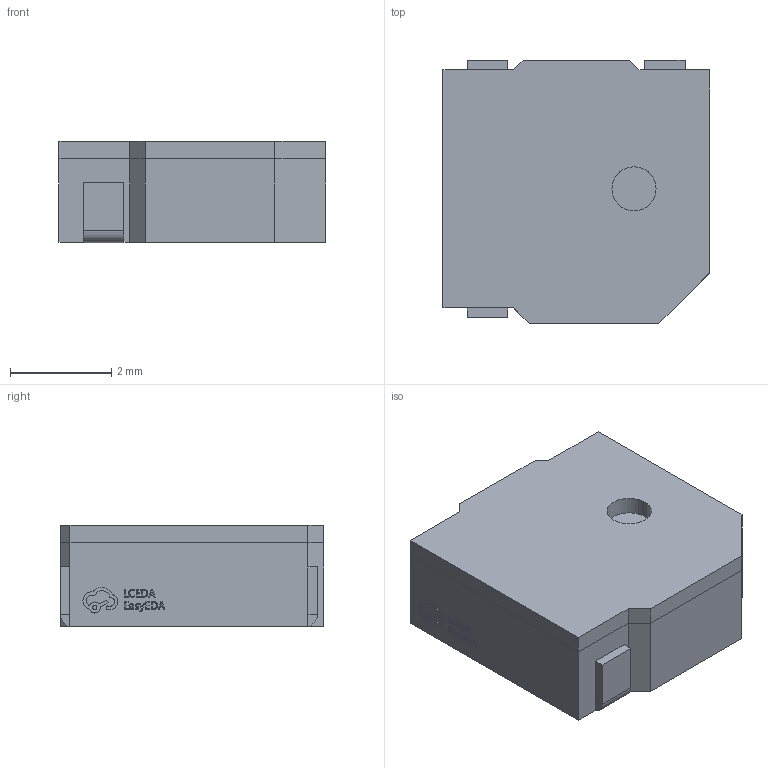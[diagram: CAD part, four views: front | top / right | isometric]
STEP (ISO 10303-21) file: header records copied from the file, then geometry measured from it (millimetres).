
FILE_DESCRIPTION(/* description */ (''),/* implementation_level */ '2;1');
FILE_NAME(/* name */ 'P7H0-BUZZER1-BUZ-SMD_3P-L5.2-W5.2-P3.50-BR.step',/* time_stamp */ '2025-08-05T12:58:03+08:00',/* author */ (''),/* organization */ (''),/* preprocessor_version */ 'ST-DEVELOPER v20.1',/* originating_system */ 'Autodesk Translation Framework v14.10.0.0',/* authorisation */ '');
FILE_SCHEMA (('AUTOMOTIVE_DESIGN { 1 0 10303 214 3 1 1 }'));
Length unit declared in the file: millimetre
Products named in the file (1): P7H0-BUZZER1-BUZ-SMD_3P-L5.2-W5.2-P3.50-BR
Bounding box: 5.28 x 5.2 x 2.01 mm (x, y, z)
Volume: 51.8 mm3; surface area: 96.1 mm2
Topology: 1 solids, 1 shells, 344 faces, 916 edges, 603 vertices
Faces by surface type: plane 226, bspline 112, cylinder 6
Full cylindrical faces by diameter (mm): 0.6 x2, 0.87 x1
Entity records: 12175 total; most frequent: CARTESIAN_POINT 3692, ORIENTED_EDGE 1832, DIRECTION 1346, EDGE_CURVE 916, LINE 680, VECTOR 680, VERTEX_POINT 603, EDGE_LOOP 373
